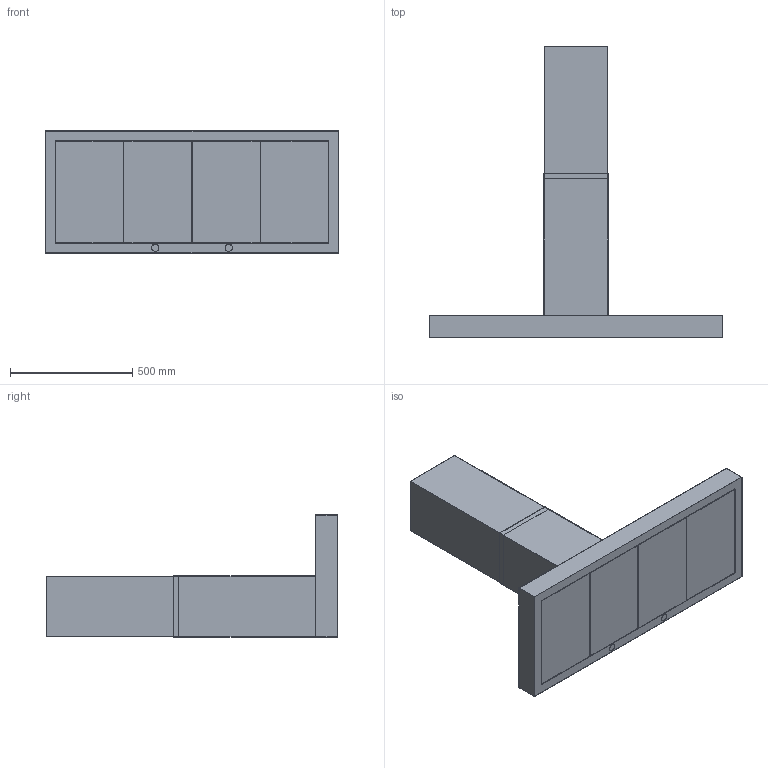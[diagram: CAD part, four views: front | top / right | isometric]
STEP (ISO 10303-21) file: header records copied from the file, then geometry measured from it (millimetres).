
FILE_DESCRIPTION((''),'2;1');
FILE_NAME('DS3170-12S','2021-02-12T',('seona'),(''),'CREO PARAMETRIC BY PTC INC, 2016260','CREO PARAMETRIC BY PTC INC, 2016260','');
FILE_SCHEMA(('CONFIG_CONTROL_DESIGN'));
Length unit declared in the file: millimetre
Products named in the file (1): DS3170-12S
Bounding box: 1200 x 1190 x 500 mm (x, y, z)
Volume: 2396471.5 mm3; surface area: 4795951.8 mm2
Topology: 8 solids, 8 shells, 78 faces, 180 edges, 120 vertices
Faces by surface type: plane 70, cylinder 8
Entity records: 2212 total; most frequent: CARTESIAN_POINT 378, ORIENTED_EDGE 360, DIRECTION 352, EDGE_CURVE 180, VECTOR 164, LINE 164, VERTEX_POINT 120, AXIS2_PLACEMENT_3D 94
